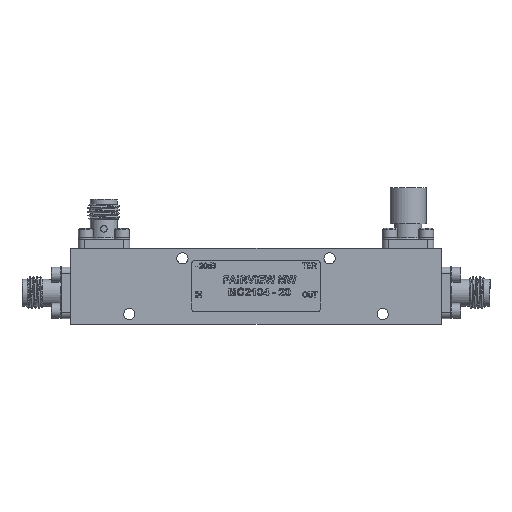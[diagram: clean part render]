
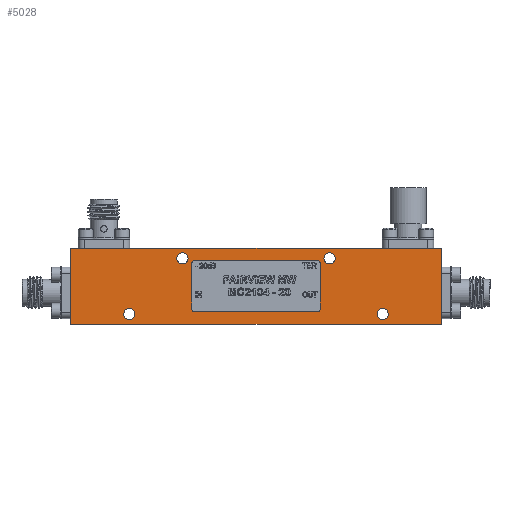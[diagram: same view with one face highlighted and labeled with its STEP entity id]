
A CAD part, top view. The second image highlights one B-rep face of the part: STEP entity #5028.
In plain terms, the highlighted planar face has unit normal (0, 0, 1).
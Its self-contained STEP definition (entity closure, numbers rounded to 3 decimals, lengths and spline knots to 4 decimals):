
#34 = CARTESIAN_POINT ( 'NONE',  ( -0.47, 0.2, 0.2165 ) ) ;
#94 = ORIENTED_EDGE ( 'NONE', *, *, #51529, .T. ) ;
#240 = VERTEX_POINT ( 'NONE', #53045 ) ;
#425 = ORIENTED_EDGE ( 'NONE', *, *, #53984, .T. ) ;
#473 = EDGE_LOOP ( 'NONE', ( #13679, #59570, #46952, #94, #57002, #23207, #60374, #49185 ) ) ;
#1587 = CARTESIAN_POINT ( 'NONE',  ( -0.47, -0.17, 0.2165 ) ) ;
#1613 = CARTESIAN_POINT ( 'NONE',  ( -0.5276, 0.2165, 0.2165 ) ) ;
#1974 = VECTOR ( 'NONE', #57221, 39.3701 ) ;
#1981 = CARTESIAN_POINT ( 'NONE',  ( -0.5, -0.2, 0.2165 ) ) ;
#2769 = FACE_BOUND ( 'NONE', #11308, .T. ) ;
#2854 = AXIS2_PLACEMENT_3D ( 'NONE', #25415, #42970, #57411 ) ;
#2889 = DIRECTION ( 'NONE',  ( 1., 0., 0. ) ) ;
#3428 = EDGE_CURVE ( 'NONE', #11827, #45170, #28338, .T. ) ;
#3813 = CIRCLE ( 'NONE', #38207, 0.03 ) ;
#4327 = CARTESIAN_POINT ( 'NONE',  ( -1.437, 0.2953, 0.2165 ) ) ;
#5028 = ADVANCED_FACE ( 'NONE', ( #34764, #59330, #2769, #17231, #16329, #59038 ), #30140, .F. ) ;
#6044 = CARTESIAN_POINT ( 'NONE',  ( 0.47, 0.17, 0.2165 ) ) ;
#6359 = DIRECTION ( 'NONE',  ( -1., 0., 0. ) ) ;
#6562 = AXIS2_PLACEMENT_3D ( 'NONE', #11037, #29511, #6711 ) ;
#6711 = DIRECTION ( 'NONE',  ( 1., 0., 0. ) ) ;
#6836 = ORIENTED_EDGE ( 'NONE', *, *, #14745, .T. ) ;
#7718 = CARTESIAN_POINT ( 'NONE',  ( 0.5709, 0.2165, 0.2165 ) ) ;
#8201 = ORIENTED_EDGE ( 'NONE', *, *, #10585, .F. ) ;
#9471 = VERTEX_POINT ( 'NONE', #29970 ) ;
#9741 = EDGE_CURVE ( 'NONE', #24808, #18379, #46680, .T. ) ;
#10060 = CARTESIAN_POINT ( 'NONE',  ( -1.437, -0.2953, 0.2165 ) ) ;
#10585 = EDGE_CURVE ( 'NONE', #9471, #9471, #35942, .T. ) ;
#10680 = DIRECTION ( 'NONE',  ( 0., 0., -1. ) ) ;
#11037 = CARTESIAN_POINT ( 'NONE',  ( -0.5709, 0.2165, 0.2165 ) ) ;
#11308 = EDGE_LOOP ( 'NONE', ( #8201 ) ) ;
#11827 = VERTEX_POINT ( 'NONE', #52513 ) ;
#11853 = ORIENTED_EDGE ( 'NONE', *, *, #19181, .F. ) ;
#12514 = AXIS2_PLACEMENT_3D ( 'NONE', #34999, #53741, #6359 ) ;
#12823 = VECTOR ( 'NONE', #54228, 39.3701 ) ;
#12826 = EDGE_LOOP ( 'NONE', ( #17969 ) ) ;
#13679 = ORIENTED_EDGE ( 'NONE', *, *, #40536, .F. ) ;
#13996 = CARTESIAN_POINT ( 'NONE',  ( -1.437, -0.2953, 0.2165 ) ) ;
#14501 = CARTESIAN_POINT ( 'NONE',  ( 0.47, -0.2, 0.2165 ) ) ;
#14745 = EDGE_CURVE ( 'NONE', #15856, #38638, #47200, .T. ) ;
#15694 = CIRCLE ( 'NONE', #50063, 0.03 ) ;
#15856 = VERTEX_POINT ( 'NONE', #13996 ) ;
#16215 = DIRECTION ( 'NONE',  ( 0., 0., -1. ) ) ;
#16329 = FACE_BOUND ( 'NONE', #12826, .T. ) ;
#16576 = CARTESIAN_POINT ( 'NONE',  ( -0.5, 0.2, 0.2165 ) ) ;
#16637 = CARTESIAN_POINT ( 'NONE',  ( 0., 0., 0.2165 ) ) ;
#17231 = FACE_BOUND ( 'NONE', #23225, .T. ) ;
#17969 = ORIENTED_EDGE ( 'NONE', *, *, #54053, .F. ) ;
#18070 = AXIS2_PLACEMENT_3D ( 'NONE', #16637, #30737, #35988 ) ;
#18379 = VERTEX_POINT ( 'NONE', #19486 ) ;
#18382 = CARTESIAN_POINT ( 'NONE',  ( -0.5, -0.2, 0.2165 ) ) ;
#18826 = CARTESIAN_POINT ( 'NONE',  ( -0.5, 0.17, 0.2165 ) ) ;
#19181 = EDGE_CURVE ( 'NONE', #240, #240, #52537, .T. ) ;
#19486 = CARTESIAN_POINT ( 'NONE',  ( -0.5, -0.17, 0.2165 ) ) ;
#20176 = AXIS2_PLACEMENT_3D ( 'NONE', #1587, #33591, #28671 ) ;
#20504 = DIRECTION ( 'NONE',  ( 0., -1., 0. ) ) ;
#20813 = CARTESIAN_POINT ( 'NONE',  ( 0.47, -0.17, 0.2165 ) ) ;
#21871 = DIRECTION ( 'NONE',  ( 0., 0., 1. ) ) ;
#23207 = ORIENTED_EDGE ( 'NONE', *, *, #54970, .T. ) ;
#23225 = EDGE_LOOP ( 'NONE', ( #42587 ) ) ;
#24674 = VERTEX_POINT ( 'NONE', #1613 ) ;
#24808 = VERTEX_POINT ( 'NONE', #32888 ) ;
#24894 = VERTEX_POINT ( 'NONE', #52259 ) ;
#25415 = CARTESIAN_POINT ( 'NONE',  ( -0.9843, -0.2165, 0.2165 ) ) ;
#25720 = DIRECTION ( 'NONE',  ( -1., 0., 0. ) ) ;
#26163 = EDGE_LOOP ( 'NONE', ( #51861, #43136, #425, #6836 ) ) ;
#26425 = CIRCLE ( 'NONE', #2854, 0.0433 ) ;
#26567 = DIRECTION ( 'NONE',  ( -1., 0., 0. ) ) ;
#28335 = VERTEX_POINT ( 'NONE', #14501 ) ;
#28338 = LINE ( 'NONE', #4327, #36254 ) ;
#28671 = DIRECTION ( 'NONE',  ( -1., 0., 0. ) ) ;
#29168 = EDGE_LOOP ( 'NONE', ( #11853 ) ) ;
#29511 = DIRECTION ( 'NONE',  ( 0., 0., 1. ) ) ;
#29970 = CARTESIAN_POINT ( 'NONE',  ( 0.6142, 0.2165, 0.2165 ) ) ;
#30140 = PLANE ( 'NONE',  #18070 ) ;
#30245 = LINE ( 'NONE', #49314, #12823 ) ;
#30677 = DIRECTION ( 'NONE',  ( -1., 0., 0. ) ) ;
#30737 = DIRECTION ( 'NONE',  ( 0., 0., -1. ) ) ;
#30801 = VERTEX_POINT ( 'NONE', #39443 ) ;
#30868 = DIRECTION ( 'NONE',  ( 0., 0., 1. ) ) ;
#32694 = VERTEX_POINT ( 'NONE', #34 ) ;
#32888 = CARTESIAN_POINT ( 'NONE',  ( -0.47, -0.2, 0.2165 ) ) ;
#33591 = DIRECTION ( 'NONE',  ( 0., 0., -1. ) ) ;
#33737 = LINE ( 'NONE', #10060, #47986 ) ;
#34637 = CARTESIAN_POINT ( 'NONE',  ( 1.437, -0.2953, 0.2165 ) ) ;
#34764 = FACE_OUTER_BOUND ( 'NONE', #26163, .T. ) ;
#34999 = CARTESIAN_POINT ( 'NONE',  ( -0.47, 0.17, 0.2165 ) ) ;
#35135 = EDGE_CURVE ( 'NONE', #53258, #18379, #44116, .T. ) ;
#35140 = VECTOR ( 'NONE', #30677, 39.3701 ) ;
#35926 = LINE ( 'NONE', #16576, #35140 ) ;
#35942 = CIRCLE ( 'NONE', #50634, 0.0433 ) ;
#35988 = DIRECTION ( 'NONE',  ( 0., -1., 0. ) ) ;
#36254 = VECTOR ( 'NONE', #56630, 39.3701 ) ;
#38207 = AXIS2_PLACEMENT_3D ( 'NONE', #6044, #10680, #26567 ) ;
#38638 = VERTEX_POINT ( 'NONE', #34637 ) ;
#39347 = VECTOR ( 'NONE', #51273, 39.3701 ) ;
#39443 = CARTESIAN_POINT ( 'NONE',  ( -0.9409, -0.2165, 0.2165 ) ) ;
#39853 = EDGE_CURVE ( 'NONE', #38638, #11827, #30245, .T. ) ;
#40536 = EDGE_CURVE ( 'NONE', #24808, #28335, #55897, .T. ) ;
#42090 = EDGE_CURVE ( 'NONE', #49526, #28335, #15694, .T. ) ;
#42587 = ORIENTED_EDGE ( 'NONE', *, *, #48787, .F. ) ;
#42970 = DIRECTION ( 'NONE',  ( 0., 0., 1. ) ) ;
#43072 = LINE ( 'NONE', #48289, #1974 ) ;
#43136 = ORIENTED_EDGE ( 'NONE', *, *, #3428, .T. ) ;
#44116 = LINE ( 'NONE', #1981, #44223 ) ;
#44223 = VECTOR ( 'NONE', #58247, 39.3701 ) ;
#44265 = CARTESIAN_POINT ( 'NONE',  ( -1.437, 0.2953, 0.2165 ) ) ;
#44860 = VECTOR ( 'NONE', #56128, 39.3701 ) ;
#45170 = VERTEX_POINT ( 'NONE', #44265 ) ;
#45255 = DIRECTION ( 'NONE',  ( 1., 0., 0. ) ) ;
#46650 = AXIS2_PLACEMENT_3D ( 'NONE', #55463, #30868, #2889 ) ;
#46680 = CIRCLE ( 'NONE', #20176, 0.03 ) ;
#46900 = CARTESIAN_POINT ( 'NONE',  ( -1.437, -0.2953, 0.2165 ) ) ;
#46952 = ORIENTED_EDGE ( 'NONE', *, *, #35135, .F. ) ;
#47200 = LINE ( 'NONE', #46900, #44860 ) ;
#47986 = VECTOR ( 'NONE', #20504, 39.3701 ) ;
#48289 = CARTESIAN_POINT ( 'NONE',  ( 0.5, -0.2, 0.2165 ) ) ;
#48787 = EDGE_CURVE ( 'NONE', #24674, #24674, #56688, .T. ) ;
#49185 = ORIENTED_EDGE ( 'NONE', *, *, #42090, .T. ) ;
#49314 = CARTESIAN_POINT ( 'NONE',  ( 1.437, -0.2953, 0.2165 ) ) ;
#49526 = VERTEX_POINT ( 'NONE', #59332 ) ;
#50063 = AXIS2_PLACEMENT_3D ( 'NONE', #20813, #16215, #25720 ) ;
#50575 = EDGE_CURVE ( 'NONE', #24894, #32694, #35926, .T. ) ;
#50634 = AXIS2_PLACEMENT_3D ( 'NONE', #7718, #21871, #45255 ) ;
#51273 = DIRECTION ( 'NONE',  ( 1., 0., 0. ) ) ;
#51529 = EDGE_CURVE ( 'NONE', #53258, #32694, #53777, .T. ) ;
#51861 = ORIENTED_EDGE ( 'NONE', *, *, #39853, .T. ) ;
#52259 = CARTESIAN_POINT ( 'NONE',  ( 0.47, 0.2, 0.2165 ) ) ;
#52513 = CARTESIAN_POINT ( 'NONE',  ( 1.437, 0.2953, 0.2165 ) ) ;
#52537 = CIRCLE ( 'NONE', #46650, 0.0433 ) ;
#53045 = CARTESIAN_POINT ( 'NONE',  ( 1.0276, -0.2165, 0.2165 ) ) ;
#53258 = VERTEX_POINT ( 'NONE', #18826 ) ;
#53741 = DIRECTION ( 'NONE',  ( 0., 0., -1. ) ) ;
#53777 = CIRCLE ( 'NONE', #12514, 0.03 ) ;
#53984 = EDGE_CURVE ( 'NONE', #45170, #15856, #33737, .T. ) ;
#54053 = EDGE_CURVE ( 'NONE', #30801, #30801, #26425, .T. ) ;
#54228 = DIRECTION ( 'NONE',  ( 0., 1., 0. ) ) ;
#54346 = CARTESIAN_POINT ( 'NONE',  ( 0.5, 0.17, 0.2165 ) ) ;
#54970 = EDGE_CURVE ( 'NONE', #24894, #57722, #3813, .T. ) ;
#55463 = CARTESIAN_POINT ( 'NONE',  ( 0.9843, -0.2165, 0.2165 ) ) ;
#55897 = LINE ( 'NONE', #18382, #39347 ) ;
#56128 = DIRECTION ( 'NONE',  ( 1., 0., 0. ) ) ;
#56630 = DIRECTION ( 'NONE',  ( -1., 0., 0. ) ) ;
#56688 = CIRCLE ( 'NONE', #6562, 0.0433 ) ;
#57002 = ORIENTED_EDGE ( 'NONE', *, *, #50575, .F. ) ;
#57221 = DIRECTION ( 'NONE',  ( 0., 1., 0. ) ) ;
#57411 = DIRECTION ( 'NONE',  ( 1., 0., 0. ) ) ;
#57471 = EDGE_CURVE ( 'NONE', #49526, #57722, #43072, .T. ) ;
#57722 = VERTEX_POINT ( 'NONE', #54346 ) ;
#58247 = DIRECTION ( 'NONE',  ( 0., -1., 0. ) ) ;
#59038 = FACE_BOUND ( 'NONE', #473, .T. ) ;
#59330 = FACE_BOUND ( 'NONE', #29168, .T. ) ;
#59332 = CARTESIAN_POINT ( 'NONE',  ( 0.5, -0.17, 0.2165 ) ) ;
#59570 = ORIENTED_EDGE ( 'NONE', *, *, #9741, .T. ) ;
#60374 = ORIENTED_EDGE ( 'NONE', *, *, #57471, .F. ) ;
